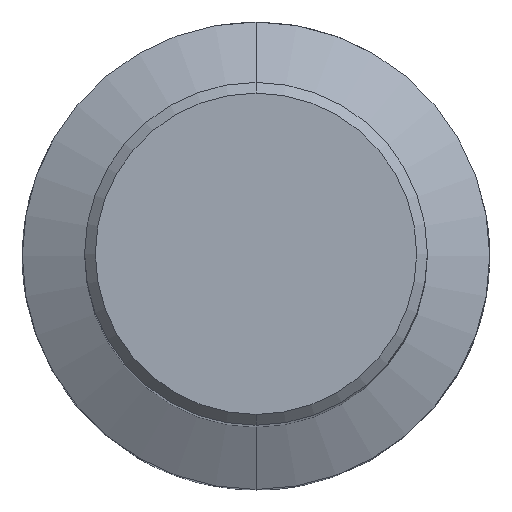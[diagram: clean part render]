
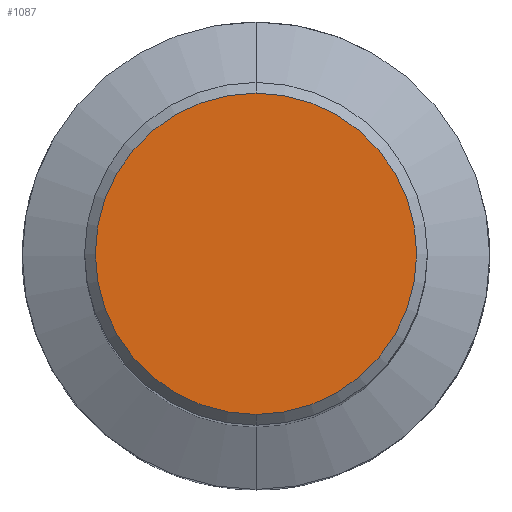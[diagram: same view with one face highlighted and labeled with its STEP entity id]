
A CAD part, top view. The second image highlights one B-rep face of the part: STEP entity #1087.
In plain terms, the highlighted planar face has unit normal (0, 0, 1).
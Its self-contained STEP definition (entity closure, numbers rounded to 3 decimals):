
#451=VERTEX_POINT('',#1214);
#825=EDGE_CURVE('',#983,#451,#1626,.T.);
#869=EDGE_CURVE('',#451,#983,#1674,.T.);
#983=VERTEX_POINT('',#1796);
#1087=ADVANCED_FACE('',(#1909),#1910,.T.);
#1214=CARTESIAN_POINT('',(0.0,15.0,0.0));
#1626=CIRCLE('',#2943,15.0);
#1674=CIRCLE('',#3010,15.0);
#1796=CARTESIAN_POINT('',(0.,-15.0,0.0));
#1909=FACE_OUTER_BOUND('',#3472,.T.);
#1910=PLANE('',#3473);
#2943=AXIS2_PLACEMENT_3D('',#4125,#4126,#4127);
#3010=AXIS2_PLACEMENT_3D('',#4179,#4180,#4181);
#3472=EDGE_LOOP('',(#4408,#4409));
#3473=AXIS2_PLACEMENT_3D('',#4410,#4411,#4412);
#4125=CARTESIAN_POINT('',(0.0,0.0,0.0));
#4126=DIRECTION('',(0.0,0.0,-1.0));
#4127=DIRECTION('',(0.0,1.0,0.0));
#4179=CARTESIAN_POINT('',(0.0,0.0,0.0));
#4180=DIRECTION('',(0.0,0.0,-1.0));
#4181=DIRECTION('',(0.0,1.0,0.0));
#4408=ORIENTED_EDGE('',*,*,#869,.F.);
#4409=ORIENTED_EDGE('',*,*,#825,.F.);
#4410=CARTESIAN_POINT('',(0.0,7.5,0.0));
#4411=DIRECTION('',(-0.0,0.0,1.0));
#4412=DIRECTION('',(0.0,-1.0,0.0));
